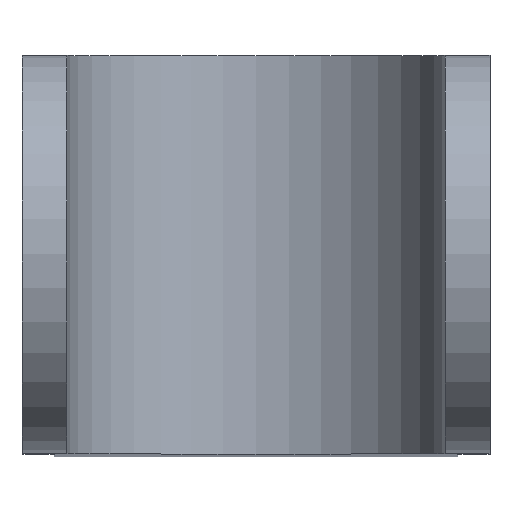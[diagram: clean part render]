
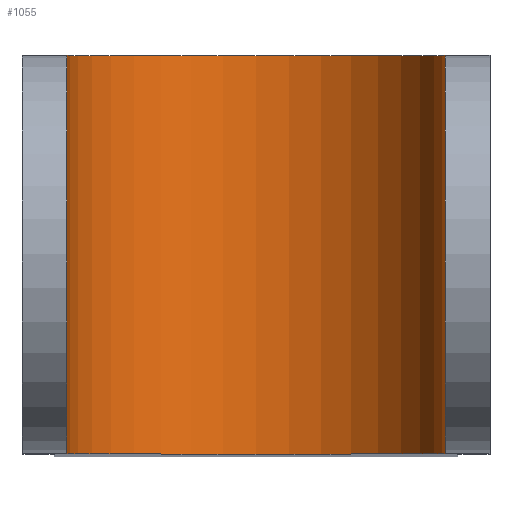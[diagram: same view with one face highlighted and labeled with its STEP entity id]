
A CAD part, top view. The second image highlights one B-rep face of the part: STEP entity #1055.
In plain terms, the highlighted cylindrical face has radius 19 mm (diameter 38 mm), a partial arc.
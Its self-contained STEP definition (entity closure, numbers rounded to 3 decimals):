
#37=CARTESIAN_POINT('',(0.,0.,-40.));
#38=DIRECTION('',(0.,1.,0.));
#39=DIRECTION('',(1.,0.,0.));
#40=AXIS2_PLACEMENT_3D('',#37,#38,#39);
#71=CARTESIAN_POINT('',(0.,40.,-40.));
#72=DIRECTION('',(0.,1.,0.));
#73=DIRECTION('',(1.,0.,0.));
#74=AXIS2_PLACEMENT_3D('',#71,#72,#73);
#221=DIRECTION('',(0.,1.,0.));
#222=VECTOR('',#221,40.);
#223=CARTESIAN_POINT('',(19.,0.,-40.));
#224=LINE('',#223,#222);
#289=DIRECTION('',(0.,1.,0.));
#290=VECTOR('',#289,40.);
#291=CARTESIAN_POINT('',(-19.,0.,-40.));
#292=LINE('',#291,#290);
#511=CARTESIAN_POINT('',(19.,0.,-40.));
#512=CARTESIAN_POINT('',(-19.,0.,-40.));
#513=VERTEX_POINT('',#511);
#514=VERTEX_POINT('',#512);
#515=CARTESIAN_POINT('',(19.,40.,-40.));
#516=CARTESIAN_POINT('',(-19.,40.,-40.));
#517=VERTEX_POINT('',#515);
#518=VERTEX_POINT('',#516);
#1044=CARTESIAN_POINT('',(0.,40.,-40.));
#1045=DIRECTION('',(0.,1.,0.));
#1046=DIRECTION('',(1.,0.,0.));
#1047=AXIS2_PLACEMENT_3D('',#1044,#1045,#1046);
#1048=CYLINDRICAL_SURFACE('',#1047,19.);
#1049=ORIENTED_EDGE('',*,*,#688,.T.);
#1050=ORIENTED_EDGE('',*,*,#1033,.T.);
#1051=ORIENTED_EDGE('',*,*,#726,.F.);
#1052=ORIENTED_EDGE('',*,*,#815,.F.);
#1053=EDGE_LOOP('',(#1049,#1050,#1051,#1052));
#1054=FACE_OUTER_BOUND('',#1053,.F.);
#1055=ADVANCED_FACE('',(#1054),#1048,.F.);
#41=CIRCLE('',#40,19.);
#75=CIRCLE('',#74,19.);
#688=EDGE_CURVE('',#513,#514,#41,.T.);
#726=EDGE_CURVE('',#517,#518,#75,.T.);
#815=EDGE_CURVE('',#513,#517,#224,.T.);
#1033=EDGE_CURVE('',#514,#518,#292,.T.);
